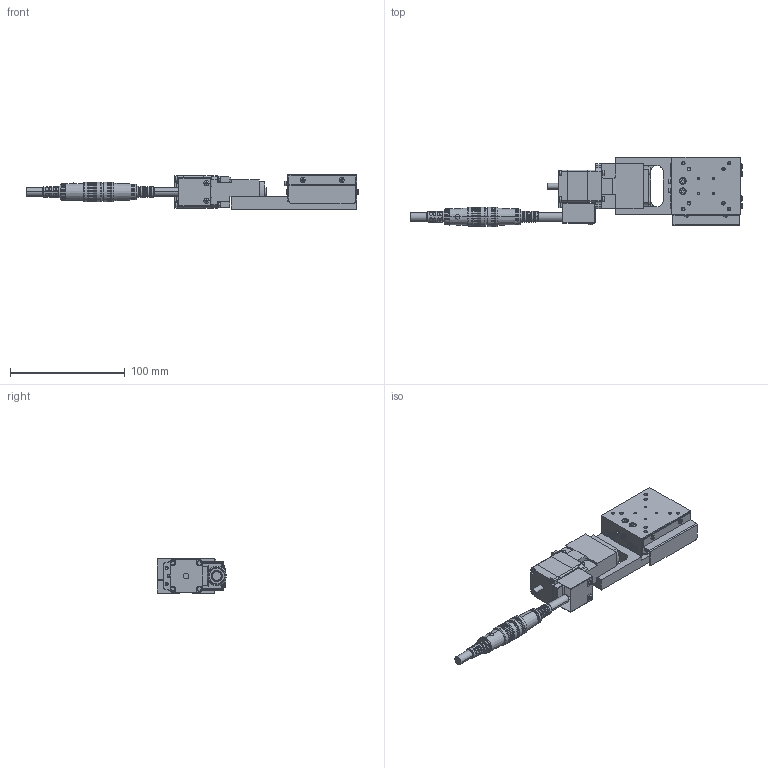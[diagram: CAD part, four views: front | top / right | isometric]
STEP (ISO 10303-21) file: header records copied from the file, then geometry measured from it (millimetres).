
FILE_DESCRIPTION (( 'STEP AP203' ), '1' );
FILE_NAME ('SXA0530-R01.STEP', '2021-04-26T09:20:12', ( '' ), ( '' ), 'SwSTEP 2.0', 'SolidWorks 2018', '' );
FILE_SCHEMA (( 'CONFIG_CONTROL_DESIGN' ));
Length unit declared in the file: millimetre
Products named in the file (5): SXA0530-R01; base-Part-2; base; table; base-Part-1
Assembly tree (4 placements, depth 3):
  SXA0530-R01
    base
      base-Part-1
      base-Part-2
    table
Bounding box: 289.6 x 60.25 x 30 mm (x, y, z)
Volume: 178501.4 mm3; surface area: 54246.6 mm2
Topology: 3 solids, 4 shells, 1408 faces, 3488 edges, 2174 vertices
Faces by surface type: plane 724, cylinder 414, cone 206, torus 48, sphere 16
Entity records: 42563 total; most frequent: CARTESIAN_POINT 7996, DIRECTION 7490, ORIENTED_EDGE 6836, EDGE_CURVE 3418, AXIS2_PLACEMENT_3D 2746, VERTEX_POINT 2164, LINE 1998, VECTOR 1998
